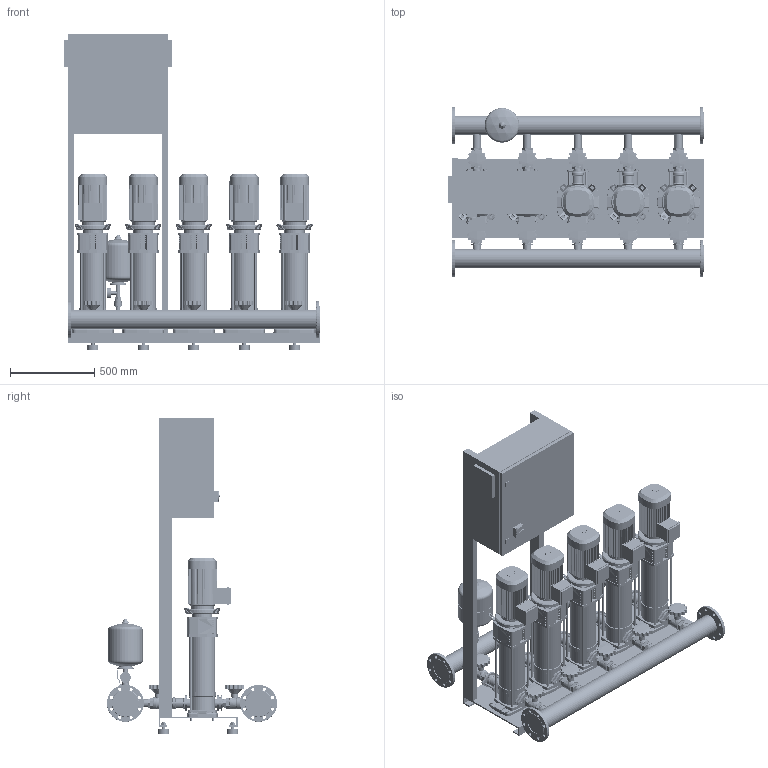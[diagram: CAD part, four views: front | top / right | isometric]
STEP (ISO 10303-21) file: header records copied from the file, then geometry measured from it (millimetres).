
FILE_DESCRIPTION((''),'2;1');
FILE_NAME('3d_CO-5HELIXV1007_K_CC-01-2534137.stp','2016-01-25T08:25:11',(''),(''),'Mechanical Desktop 2009','Mechanical Desktop 2009',', , ');
FILE_SCHEMA(('CONFIG_CONTROL_DESIGN'));
Length unit declared in the file: millimetre
Products named in the file (1): Product
Bounding box: 1520 x 1012 x 1885 mm (x, y, z)
Volume: 272085057.9 mm3; surface area: 14881705.2 mm2
Topology: 247 solids, 247 shells, 7200 faces, 18384 edges, 11984 vertices
Faces by surface type: plane 2692, cylinder 2160, bspline 1796, cone 386, torus 134, sphere 32
Entity records: 235474 total; most frequent: CARTESIAN_POINT 61803, ORIENTED_EDGE 36712, DIRECTION 34774, EDGE_CURVE 18356, AXIS2_PLACEMENT_3D 12061, VERTEX_POINT 11978, VECTOR 10652, LINE 10652
